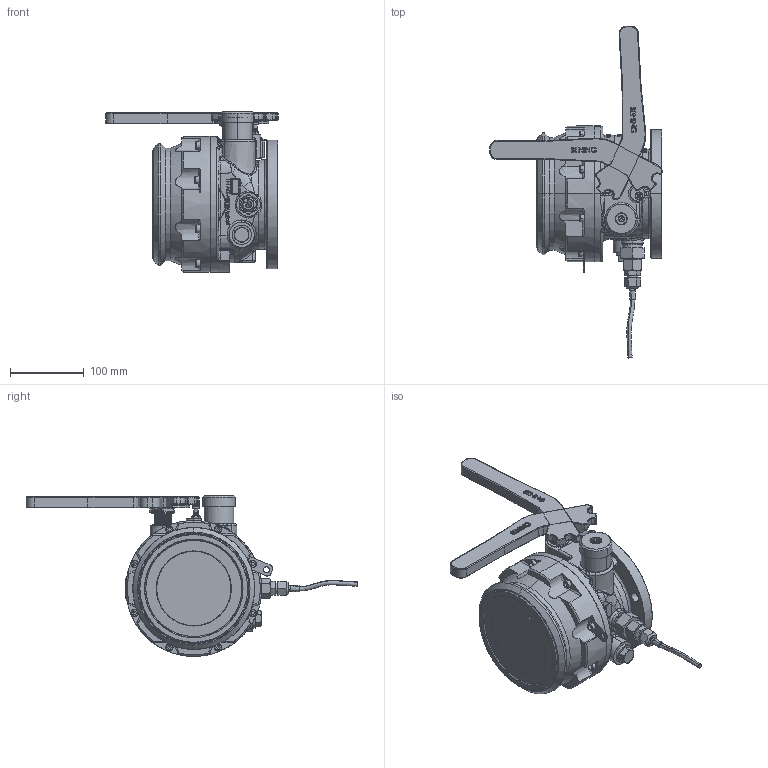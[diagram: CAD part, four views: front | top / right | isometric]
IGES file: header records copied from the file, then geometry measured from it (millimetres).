
Start section: SolidWorks IGES file using analytic representation for surfaces
Global section: file name: VKV1M-I_251945.IGS; native system: SolidWorks 2010; preprocessor: SolidWorks 2010; author: LarsenR; date: 120927.134651; units: millimetre
Bounding box: 233.48 x 449.46 x 217.85 mm (x, y, z)
Surface area: 327996.7 mm2 (no closed solid volume)
Topology: 0 solids, 0 shells, 1464 faces, 22489 edges, 22433 vertices
Faces by surface type: bspline 892, revolution 572
